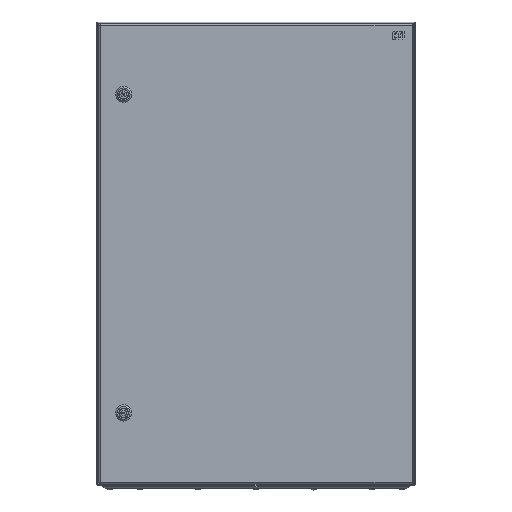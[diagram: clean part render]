
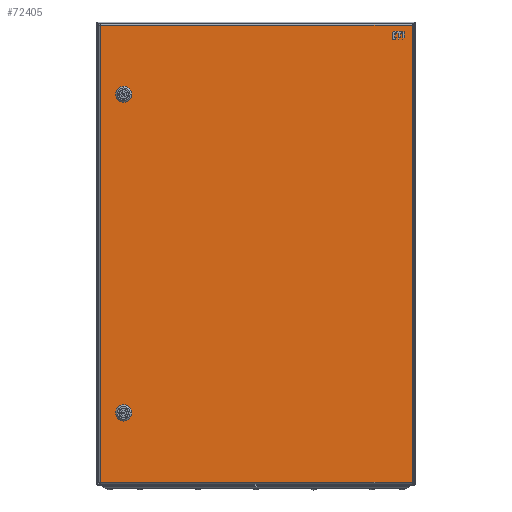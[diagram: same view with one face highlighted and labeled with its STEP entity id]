
A CAD part, front view. The second image highlights one B-rep face of the part: STEP entity #72405.
In plain terms, the highlighted face is planar.
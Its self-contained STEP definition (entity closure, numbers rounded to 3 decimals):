
#71385=DIRECTION('',(0.,1.,0.));
#71386=VECTOR('',#71385,789.);
#71387=CARTESIAN_POINT('',(346.413,-194.4,137.13));
#71388=LINE('',#71387,#71386);
#71416=DIRECTION('',(-0.481,0.,-0.877));
#71417=VECTOR('',#71416,538.4);
#71418=CARTESIAN_POINT('',(605.358,-194.4,609.17));
#71419=LINE('',#71418,#71417);
#71430=DIRECTION('',(0.481,0.,0.877));
#71431=VECTOR('',#71430,10.111);
#71432=CARTESIAN_POINT('',(583.448,485.15,569.229));
#71433=LINE('',#71432,#71431);
#71437=CARTESIAN_POINT('',(585.88,475.1,573.662));
#71438=DIRECTION('',(0.877,0.,-0.481));
#71439=DIRECTION('',(0.216,0.893,0.394));
#71440=AXIS2_PLACEMENT_3D('',#71437,#71438,#71439);
#71445=DIRECTION('',(0.,-1.,0.));
#71446=VECTOR('',#71445,10.111);
#71447=CARTESIAN_POINT('',(590.713,480.156,582.473));
#71448=LINE('',#71447,#71446);
#71452=CARTESIAN_POINT('',(585.88,475.1,573.662));
#71453=DIRECTION('',(0.877,0.,-0.481));
#71454=DIRECTION('',(0.43,-0.449,0.783));
#71455=AXIS2_PLACEMENT_3D('',#71452,#71453,#71454);
#71460=DIRECTION('',(-0.481,0.,
-0.877));
#71461=VECTOR('',#71460,10.111);
#71462=CARTESIAN_POINT('',(588.311,465.05,578.094));
#71463=LINE('',#71462,#71461);
#71467=CARTESIAN_POINT('',(585.88,475.1,573.662));
#71468=DIRECTION('',(0.877,0.,-0.481));
#71469=DIRECTION('',(-0.216,-0.893,-0.394));
#71470=AXIS2_PLACEMENT_3D('',#71467,#71468,#71469);
#71475=DIRECTION('',(0.,1.,0.));
#71476=VECTOR('',#71475,10.111);
#71477=CARTESIAN_POINT('',(581.046,470.044,564.85));
#71478=LINE('',#71477,#71476);
#71482=CARTESIAN_POINT('',(585.88,475.1,573.662));
#71483=DIRECTION('',(0.877,0.,-0.481));
#71484=DIRECTION('',(-0.43,0.449,-0.783));
#71485=AXIS2_PLACEMENT_3D('',#71482,#71483,#71484);
#71490=DIRECTION('',(0.481,0.,0.877));
#71491=VECTOR('',#71490,10.111);
#71492=CARTESIAN_POINT('',(583.448,-64.85,569.229));
#71493=LINE('',#71492,#71491);
#71497=CARTESIAN_POINT('',(585.88,-74.9,573.662));
#71498=DIRECTION('',(0.877,0.,-0.481));
#71499=DIRECTION('',(0.216,0.893,0.394));
#71500=AXIS2_PLACEMENT_3D('',#71497,#71498,#71499);
#71505=DIRECTION('',(0.,-1.,0.));
#71506=VECTOR('',#71505,10.111);
#71507=CARTESIAN_POINT('',(590.713,-69.844,
582.473));
#71508=LINE('',#71507,#71506);
#71512=CARTESIAN_POINT('',(585.88,-74.9,573.662));
#71513=DIRECTION('',(0.877,0.,-0.481));
#71514=DIRECTION('',(0.43,-0.449,0.783));
#71515=AXIS2_PLACEMENT_3D('',#71512,#71513,#71514);
#71520=DIRECTION('',(-0.481,0.,
-0.877));
#71521=VECTOR('',#71520,10.111);
#71522=CARTESIAN_POINT('',(588.311,-84.95,
578.094));
#71523=LINE('',#71522,#71521);
#71527=CARTESIAN_POINT('',(585.88,-74.9,573.662));
#71528=DIRECTION('',(0.877,0.,-0.481));
#71529=DIRECTION('',(-0.216,-0.893,-0.394));
#71530=AXIS2_PLACEMENT_3D('',#71527,#71528,#71529);
#71535=DIRECTION('',(0.,1.,0.));
#71536=VECTOR('',#71535,10.111);
#71537=CARTESIAN_POINT('',(581.046,-79.956,
564.85));
#71538=LINE('',#71537,#71536);
#71542=CARTESIAN_POINT('',(585.88,-74.9,573.662));
#71543=DIRECTION('',(0.877,0.,-0.481));
#71544=DIRECTION('',(-0.43,0.449,-0.783));
#71545=AXIS2_PLACEMENT_3D('',#71542,#71543,#71544);
#71550=DIRECTION('',(0.,-1.,0.));
#71551=VECTOR('',#71550,789.);
#71552=CARTESIAN_POINT('',(605.358,594.6,609.17));
#71553=LINE('',#71552,#71551);
#71619=DIRECTION('',(0.481,0.,0.877));
#71620=VECTOR('',#71619,538.4);
#71621=CARTESIAN_POINT('',(346.413,594.6,137.13));
#71622=LINE('',#71621,#71620);
#72082=CARTESIAN_POINT('',(346.413,-194.4,137.13));
#72083=VERTEX_POINT('',#72082);
#72084=CARTESIAN_POINT('',(346.413,594.6,137.13));
#72085=VERTEX_POINT('',#72084);
#72086=CARTESIAN_POINT('',(605.358,-194.4,609.17));
#72087=VERTEX_POINT('',#72086);
#72088=CARTESIAN_POINT('',(605.358,594.6,609.17));
#72089=VERTEX_POINT('',#72088);
#72090=CARTESIAN_POINT('',(583.448,485.15,569.229));
#72091=CARTESIAN_POINT('',(588.311,485.15,578.094));
#72092=VERTEX_POINT('',#72090);
#72093=VERTEX_POINT('',#72091);
#72094=CARTESIAN_POINT('',(590.713,480.156,582.473));
#72095=VERTEX_POINT('',#72094);
#72096=CARTESIAN_POINT('',(590.713,470.044,582.473));
#72097=VERTEX_POINT('',#72096);
#72098=CARTESIAN_POINT('',(588.311,465.05,578.094));
#72099=VERTEX_POINT('',#72098);
#72100=CARTESIAN_POINT('',(583.448,465.05,569.229));
#72101=VERTEX_POINT('',#72100);
#72102=CARTESIAN_POINT('',(581.046,470.044,564.85));
#72103=VERTEX_POINT('',#72102);
#72104=CARTESIAN_POINT('',(581.046,480.156,564.85));
#72105=VERTEX_POINT('',#72104);
#72106=CARTESIAN_POINT('',(583.448,-64.85,569.229));
#72107=CARTESIAN_POINT('',(588.311,-64.85,
578.094));
#72108=VERTEX_POINT('',#72106);
#72109=VERTEX_POINT('',#72107);
#72110=CARTESIAN_POINT('',(590.713,-69.844,
582.473));
#72111=VERTEX_POINT('',#72110);
#72112=CARTESIAN_POINT('',(590.713,-79.956,
582.473));
#72113=VERTEX_POINT('',#72112);
#72114=CARTESIAN_POINT('',(588.311,-84.95,
578.094));
#72115=VERTEX_POINT('',#72114);
#72116=CARTESIAN_POINT('',(583.448,-84.95,569.229));
#72117=VERTEX_POINT('',#72116);
#72118=CARTESIAN_POINT('',(581.046,-79.956,
564.85));
#72119=VERTEX_POINT('',#72118);
#72120=CARTESIAN_POINT('',(581.046,-69.844,
564.85));
#72121=VERTEX_POINT('',#72120);
#72356=CARTESIAN_POINT('',(208.457,0.,-114.353));
#72357=DIRECTION('',(-0.877,0.,0.481));
#72358=DIRECTION('',(0.481,0.,0.877));
#72359=AXIS2_PLACEMENT_3D('',#72356,#72357,#72358);
#72360=PLANE('',#72359);
#72361=ORIENTED_EDGE('',*,*,#72323,.F.);
#72362=ORIENTED_EDGE('',*,*,#72347,.F.);
#72364=ORIENTED_EDGE('',*,*,#72363,.F.);
#72366=ORIENTED_EDGE('',*,*,#72365,.F.);
#72367=EDGE_LOOP('',(#72361,#72362,#72364,#72366));
#72368=FACE_OUTER_BOUND('',#72367,.F.);
#72370=ORIENTED_EDGE('',*,*,#72369,.T.);
#72372=ORIENTED_EDGE('',*,*,#72371,.T.);
#72374=ORIENTED_EDGE('',*,*,#72373,.T.);
#72376=ORIENTED_EDGE('',*,*,#72375,.T.);
#72378=ORIENTED_EDGE('',*,*,#72377,.T.);
#72380=ORIENTED_EDGE('',*,*,#72379,.T.);
#72382=ORIENTED_EDGE('',*,*,#72381,.T.);
#72384=ORIENTED_EDGE('',*,*,#72383,.T.);
#72385=EDGE_LOOP('',(#72370,#72372,#72374,#72376,#72378,#72380,#72382,#72384));
#72386=FACE_BOUND('',#72385,.F.);
#72388=ORIENTED_EDGE('',*,*,#72387,.T.);
#72390=ORIENTED_EDGE('',*,*,#72389,.T.);
#72392=ORIENTED_EDGE('',*,*,#72391,.T.);
#72394=ORIENTED_EDGE('',*,*,#72393,.T.);
#72396=ORIENTED_EDGE('',*,*,#72395,.T.);
#72398=ORIENTED_EDGE('',*,*,#72397,.T.);
#72400=ORIENTED_EDGE('',*,*,#72399,.T.);
#72402=ORIENTED_EDGE('',*,*,#72401,.T.);
#72403=EDGE_LOOP('',(#72388,#72390,#72392,#72394,#72396,#72398,#72400,#72402));
#72404=FACE_BOUND('',#72403,.F.);
#71441=CIRCLE('',#71440,11.25);
#71456=CIRCLE('',#71455,11.25);
#71471=CIRCLE('',#71470,11.25);
#71486=CIRCLE('',#71485,11.25);
#71501=CIRCLE('',#71500,11.25);
#71516=CIRCLE('',#71515,11.25);
#71531=CIRCLE('',#71530,11.25);
#71546=CIRCLE('',#71545,11.25);
#72323=EDGE_CURVE('',#72083,#72085,#71388,.T.);
#72347=EDGE_CURVE('',#72087,#72083,#71419,.T.);
#72363=EDGE_CURVE('',#72089,#72087,#71553,.T.);
#72365=EDGE_CURVE('',#72085,#72089,#71622,.T.);
#72369=EDGE_CURVE('',#72092,#72093,#71433,.T.);
#72371=EDGE_CURVE('',#72093,#72095,#71441,.T.);
#72373=EDGE_CURVE('',#72095,#72097,#71448,.T.);
#72375=EDGE_CURVE('',#72097,#72099,#71456,.T.);
#72377=EDGE_CURVE('',#72099,#72101,#71463,.T.);
#72379=EDGE_CURVE('',#72101,#72103,#71471,.T.);
#72381=EDGE_CURVE('',#72103,#72105,#71478,.T.);
#72383=EDGE_CURVE('',#72105,#72092,#71486,.T.);
#72387=EDGE_CURVE('',#72108,#72109,#71493,.T.);
#72389=EDGE_CURVE('',#72109,#72111,#71501,.T.);
#72391=EDGE_CURVE('',#72111,#72113,#71508,.T.);
#72393=EDGE_CURVE('',#72113,#72115,#71516,.T.);
#72395=EDGE_CURVE('',#72115,#72117,#71523,.T.);
#72397=EDGE_CURVE('',#72117,#72119,#71531,.T.);
#72399=EDGE_CURVE('',#72119,#72121,#71538,.T.);
#72401=EDGE_CURVE('',#72121,#72108,#71546,.T.);
#72405=ADVANCED_FACE('',(#72368,#72386,#72404),#72360,.F.);
